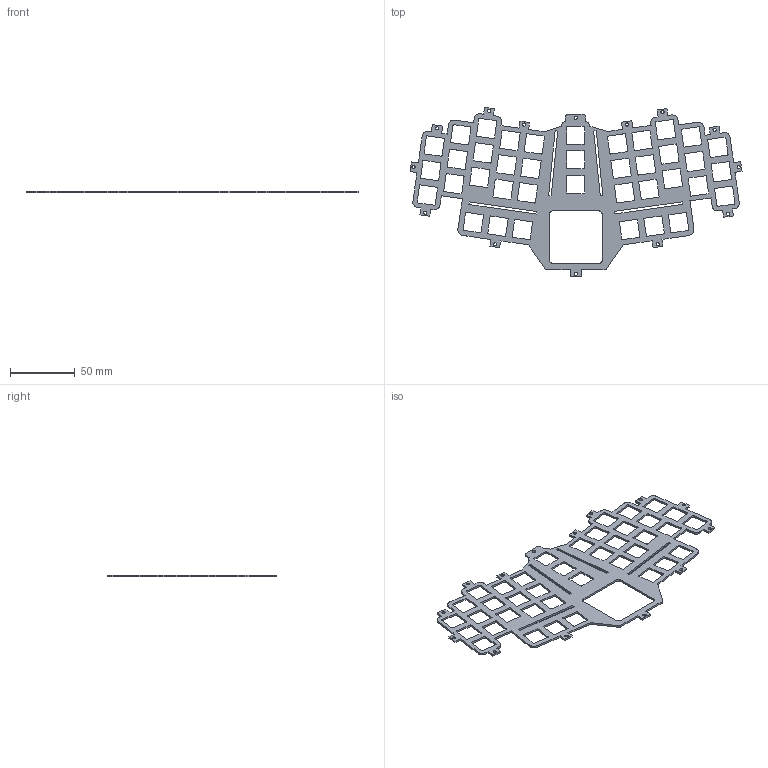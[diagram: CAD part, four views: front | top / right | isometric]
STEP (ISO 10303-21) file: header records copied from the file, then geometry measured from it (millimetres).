
FILE_DESCRIPTION(/* description */ (''),/* implementation_level */ '2;1');
FILE_NAME(/* name */ 'StarShip Centurion Switchplate.step',/* time_stamp */ '2024-04-11T09:07:36-07:00',/* author */ (''),/* organization */ (''),/* preprocessor_version */ 'ST-DEVELOPER v20',/* originating_system */ 'Autodesk Translation Framework v12.20.1.177',/* authorisation */ '');
FILE_SCHEMA (('AUTOMOTIVE_DESIGN { 1 0 10303 214 3 1 1 }'));
Length unit declared in the file: millimetre
Products named in the file (1): StarShip 39
Bounding box: 255.9 x 130.62 x 1.5 mm (x, y, z)
Volume: 17995.9 mm3; surface area: 29599.7 mm2
Topology: 1 solids, 1 shells, 622 faces, 1860 edges, 1240 vertices
Faces by surface type: plane 434, cylinder 188
Full cylindrical faces by diameter (mm): 2.5 x14
Entity records: 21135 total; most frequent: CARTESIAN_POINT 3723, ORIENTED_EDGE 3720, DIRECTION 3482, EDGE_CURVE 1860, LINE 1484, VECTOR 1484, VERTEX_POINT 1240, AXIS2_PLACEMENT_3D 999
